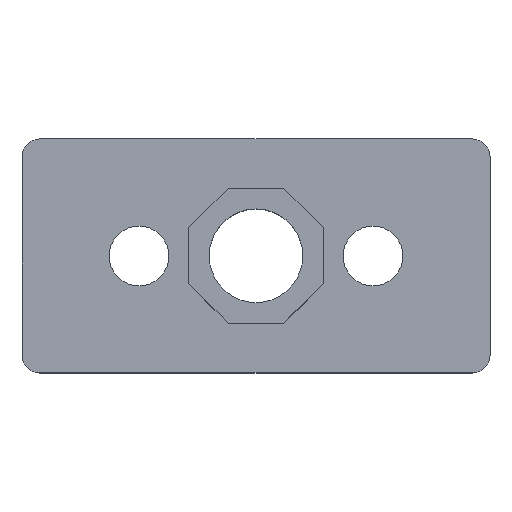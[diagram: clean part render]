
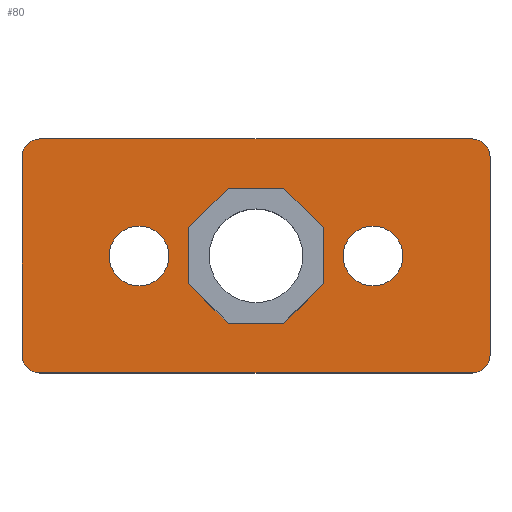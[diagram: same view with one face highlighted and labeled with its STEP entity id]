
A CAD part, top view. The second image highlights one B-rep face of the part: STEP entity #80.
In plain terms, the highlighted planar face has unit normal (0, 0, 1).
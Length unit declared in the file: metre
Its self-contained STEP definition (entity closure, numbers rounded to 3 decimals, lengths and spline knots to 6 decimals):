
#80 = ADVANCED_FACE( 'NONE', ( #171, #172, #173, #174 ), #175, .F. );
#171 = FACE_OUTER_BOUND( '', #270, .T. );
#172 = FACE_BOUND( '', #271, .T. );
#173 = FACE_BOUND( '', #272, .T. );
#174 = FACE_BOUND( '', #273, .T. );
#175 = PLANE( '', #274 );
#270 = EDGE_LOOP( '', ( #437, #438, #439, #440, #441, #442, #443, #444 ) );
#271 = EDGE_LOOP( '', ( #445 ) );
#272 = EDGE_LOOP( '', ( #446 ) );
#273 = EDGE_LOOP( '', ( #447, #448, #449, #450, #451, #452, #453, #454 ) );
#274 = AXIS2_PLACEMENT_3D( '', #455, #456, #457 );
#437 = ORIENTED_EDGE( '', *, *, #585, .T. );
#438 = ORIENTED_EDGE( '', *, *, #533, .T. );
#439 = ORIENTED_EDGE( '', *, *, #595, .T. );
#440 = ORIENTED_EDGE( '', *, *, #571, .T. );
#441 = ORIENTED_EDGE( '', *, *, #596, .F. );
#442 = ORIENTED_EDGE( '', *, *, #597, .T. );
#443 = ORIENTED_EDGE( '', *, *, #538, .F. );
#444 = ORIENTED_EDGE( '', *, *, #598, .T. );
#445 = ORIENTED_EDGE( '', *, *, #541, .F. );
#446 = ORIENTED_EDGE( '', *, *, #599, .F. );
#447 = ORIENTED_EDGE( '', *, *, #544, .F. );
#448 = ORIENTED_EDGE( '', *, *, #561, .F. );
#449 = ORIENTED_EDGE( '', *, *, #588, .F. );
#450 = ORIENTED_EDGE( '', *, *, #591, .F. );
#451 = ORIENTED_EDGE( '', *, *, #564, .F. );
#452 = ORIENTED_EDGE( '', *, *, #600, .F. );
#453 = ORIENTED_EDGE( '', *, *, #601, .F. );
#454 = ORIENTED_EDGE( '', *, *, #568, .F. );
#455 = CARTESIAN_POINT( '', ( 0.02, -0.02, 0.0016 ) );
#456 = DIRECTION( '', ( 0., 0., -1. ) );
#457 = DIRECTION( '', ( 0., 1., 0. ) );
#533 = EDGE_CURVE( 'NONE', #620, #618, #621, .T. );
#538 = EDGE_CURVE( 'NONE', #627, #629, #630, .T. );
#541 = EDGE_CURVE( 'NONE', #633, #633, #634, .T. );
#544 = EDGE_CURVE( 'NONE', #638, #639, #640, .T. );
#561 = EDGE_CURVE( 'NONE', #668, #638, #669, .T. );
#564 = EDGE_CURVE( 'NONE', #672, #673, #674, .T. );
#568 = EDGE_CURVE( 'NONE', #639, #678, #679, .T. );
#571 = EDGE_CURVE( 'NONE', #682, #683, #684, .T. );
#585 = EDGE_CURVE( 'NONE', #705, #620, #706, .T. );
#588 = EDGE_CURVE( 'NONE', #709, #668, #710, .T. );
#591 = EDGE_CURVE( 'NONE', #673, #709, #713, .T. );
#595 = EDGE_CURVE( 'NONE', #618, #682, #718, .T. );
#596 = EDGE_CURVE( 'NONE', #719, #683, #720, .T. );
#597 = EDGE_CURVE( 'NONE', #719, #629, #721, .T. );
#598 = EDGE_CURVE( 'NONE', #627, #705, #722, .T. );
#599 = EDGE_CURVE( 'NONE', #723, #723, #724, .T. );
#600 = EDGE_CURVE( 'NONE', #725, #672, #726, .T. );
#601 = EDGE_CURVE( 'NONE', #678, #725, #727, .T. );
#618 = VERTEX_POINT( 'NONE', #744 );
#620 = VERTEX_POINT( 'NONE', #747 );
#621 = CIRCLE( '', #748, 0.0015 );
#627 = VERTEX_POINT( 'NONE', #756 );
#629 = VERTEX_POINT( 'NONE', #759 );
#630 = LINE( '', #760, #761 );
#633 = VERTEX_POINT( '', #765 );
#634 = CIRCLE( '', #766, 0.00255 );
#638 = VERTEX_POINT( 'NONE', #770 );
#639 = VERTEX_POINT( 'NONE', #771 );
#640 = LINE( '', #772, #773 );
#668 = VERTEX_POINT( 'NONE', #811 );
#669 = LINE( '', #812, #813 );
#672 = VERTEX_POINT( 'NONE', #817 );
#673 = VERTEX_POINT( 'NONE', #818 );
#674 = LINE( '', #819, #820 );
#678 = VERTEX_POINT( 'NONE', #826 );
#679 = LINE( '', #827, #828 );
#682 = VERTEX_POINT( 'NONE', #832 );
#683 = VERTEX_POINT( 'NONE', #833 );
#684 = CIRCLE( '', #834, 0.0015 );
#705 = VERTEX_POINT( 'NONE', #860 );
#706 = LINE( '', #861, #862 );
#709 = VERTEX_POINT( 'NONE', #866 );
#710 = LINE( '', #867, #868 );
#713 = LINE( '', #872, #873 );
#718 = LINE( '', #878, #879 );
#719 = VERTEX_POINT( 'NONE', #880 );
#720 = LINE( '', #881, #882 );
#721 = CIRCLE( '', #883, 0.0015 );
#722 = CIRCLE( '', #884, 0.0015 );
#723 = VERTEX_POINT( '', #885 );
#724 = CIRCLE( '', #886, 0.00255 );
#725 = VERTEX_POINT( 'NONE', #887 );
#726 = LINE( '', #888, #889 );
#727 = LINE( '', #890, #891 );
#744 = CARTESIAN_POINT( '', ( 0.0185, 0., 0.0016 ) );
#747 = CARTESIAN_POINT( '', ( 0.02, -0.0015, 0.0016 ) );
#748 = AXIS2_PLACEMENT_3D( '', #910, #911, #912 );
#756 = CARTESIAN_POINT( '', ( 0.0185, -0.02, 0.0016 ) );
#759 = CARTESIAN_POINT( '', ( -0.0185, -0.02, 0.0016 ) );
#760 = CARTESIAN_POINT( '', ( 0.02, -0.02, 0.0016 ) );
#761 = VECTOR( '', #916, 1. );
#765 = CARTESIAN_POINT( '', ( -0.01255, -0.01, 0.0016 ) );
#766 = AXIS2_PLACEMENT_3D( '', #918, #919, #920 );
#770 = CARTESIAN_POINT( '', ( 0.002382, -0.00425, 0.0016 ) );
#771 = CARTESIAN_POINT( '', ( -0.002382, -0.00425, 0.0016 ) );
#772 = CARTESIAN_POINT( '', ( 0.002382, -0.00425, 0.0016 ) );
#773 = VECTOR( '', #924, 1. );
#811 = CARTESIAN_POINT( '', ( 0.00575, -0.007618, 0.0016 ) );
#812 = CARTESIAN_POINT( '', ( 0.00575, -0.007618, 0.0016 ) );
#813 = VECTOR( '', #944, 1. );
#817 = CARTESIAN_POINT( '', ( -0.002382, -0.01575, 0.0016 ) );
#818 = CARTESIAN_POINT( '', ( 0.002382, -0.01575, 0.0016 ) );
#819 = CARTESIAN_POINT( '', ( -0.002382, -0.01575, 0.0016 ) );
#820 = VECTOR( '', #946, 1. );
#826 = CARTESIAN_POINT( '', ( -0.00575, -0.007618, 0.0016 ) );
#827 = CARTESIAN_POINT( '', ( -0.002382, -0.00425, 0.0016 ) );
#828 = VECTOR( '', #949, 1. );
#832 = CARTESIAN_POINT( '', ( -0.0185, 0., 0.0016 ) );
#833 = CARTESIAN_POINT( '', ( -0.02, -0.0015, 0.0016 ) );
#834 = AXIS2_PLACEMENT_3D( '', #951, #952, #953 );
#860 = CARTESIAN_POINT( '', ( 0.02, -0.0185, 0.0016 ) );
#861 = CARTESIAN_POINT( '', ( 0.02, -0.02, 0.0016 ) );
#862 = VECTOR( '', #977, 1. );
#866 = CARTESIAN_POINT( '', ( 0.00575, -0.012382, 0.0016 ) );
#867 = CARTESIAN_POINT( '', ( 0.00575, -0.012382, 0.0016 ) );
#868 = VECTOR( '', #979, 1. );
#872 = CARTESIAN_POINT( '', ( 0.002382, -0.01575, 0.0016 ) );
#873 = VECTOR( '', #981, 1. );
#878 = CARTESIAN_POINT( '', ( 0.02, 0., 0.0016 ) );
#879 = VECTOR( '', #985, 1. );
#880 = CARTESIAN_POINT( '', ( -0.02, -0.0185, 0.0016 ) );
#881 = CARTESIAN_POINT( '', ( -0.02, -0.02, 0.0016 ) );
#882 = VECTOR( '', #986, 1. );
#883 = AXIS2_PLACEMENT_3D( '', #987, #988, #989 );
#884 = AXIS2_PLACEMENT_3D( '', #990, #991, #992 );
#885 = CARTESIAN_POINT( '', ( 0.01255, -0.01, 0.0016 ) );
#886 = AXIS2_PLACEMENT_3D( '', #993, #994, #995 );
#887 = CARTESIAN_POINT( '', ( -0.00575, -0.012382, 0.0016 ) );
#888 = CARTESIAN_POINT( '', ( -0.00575, -0.012382, 0.0016 ) );
#889 = VECTOR( '', #996, 1. );
#890 = CARTESIAN_POINT( '', ( -0.00575, -0.007618, 0.0016 ) );
#891 = VECTOR( '', #997, 1. );
#910 = CARTESIAN_POINT( '', ( 0.0185, -0.0015, 0.0016 ) );
#911 = DIRECTION( '', ( 0., 0., 1. ) );
#912 = DIRECTION( '', ( 1., 0., 0. ) );
#916 = DIRECTION( '', ( -1., 0., 0. ) );
#918 = CARTESIAN_POINT( '', ( -0.01, -0.01, 0.0016 ) );
#919 = DIRECTION( '', ( 0., 0., 1. ) );
#920 = DIRECTION( '', ( -1., 0., 0. ) );
#924 = DIRECTION( '', ( -1., 0., 0. ) );
#944 = DIRECTION( '', ( -0.707, 0.707, 0. ) );
#946 = DIRECTION( '', ( 1., 0., 0. ) );
#949 = DIRECTION( '', ( -0.707, -0.707, 0. ) );
#951 = CARTESIAN_POINT( '', ( -0.0185, -0.0015, 0.0016 ) );
#952 = DIRECTION( '', ( 0., 0., 1. ) );
#953 = DIRECTION( '', ( 1., 0., 0. ) );
#977 = DIRECTION( '', ( 0., 1., 0. ) );
#979 = DIRECTION( '', ( 0., 1., 0. ) );
#981 = DIRECTION( '', ( 0.707, 0.707, 0. ) );
#985 = DIRECTION( '', ( -1., 0., 0. ) );
#986 = DIRECTION( '', ( 0., 1., 0. ) );
#987 = CARTESIAN_POINT( '', ( -0.0185, -0.0185, 0.0016 ) );
#988 = DIRECTION( '', ( 0., 0., 1. ) );
#989 = DIRECTION( '', ( 1., 0., 0. ) );
#990 = CARTESIAN_POINT( '', ( 0.0185, -0.0185, 0.0016 ) );
#991 = DIRECTION( '', ( 0., 0., 1. ) );
#992 = DIRECTION( '', ( 1., 0., 0. ) );
#993 = CARTESIAN_POINT( '', ( 0.01, -0.01, 0.0016 ) );
#994 = DIRECTION( '', ( 0., 0., 1. ) );
#995 = DIRECTION( '', ( 1., 0., 0. ) );
#996 = DIRECTION( '', ( 0.707, -0.707, 0. ) );
#997 = DIRECTION( '', ( 0., -1., 0. ) );
